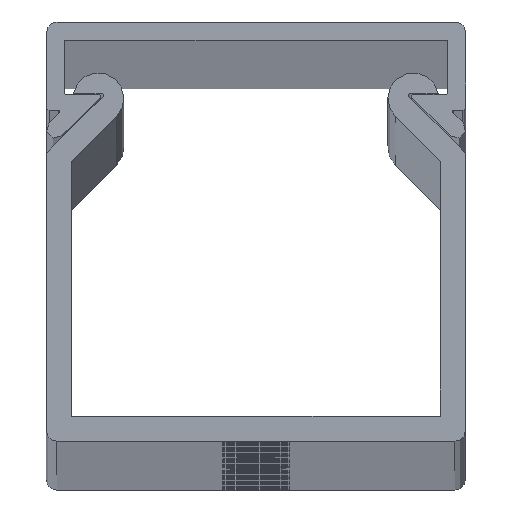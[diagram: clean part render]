
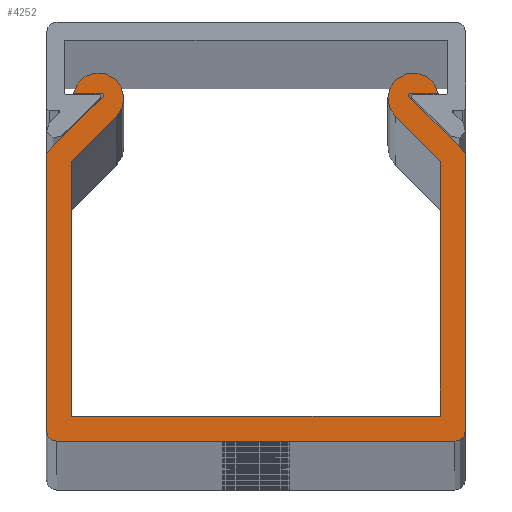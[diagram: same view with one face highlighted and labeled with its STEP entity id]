
A CAD part, top view. The second image highlights one B-rep face of the part: STEP entity #4252.
In plain terms, the highlighted planar face has unit normal (0, 0, 1).
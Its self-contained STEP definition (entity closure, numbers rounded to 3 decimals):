
#258=CIRCLE('',#4607,1.822);
#260=CIRCLE('',#4615,1.822);
#262=CIRCLE('',#4619,0.1);
#267=CIRCLE('',#4626,0.75);
#268=CIRCLE('',#4630,0.1);
#269=CIRCLE('',#4633,0.75);
#570=FACE_OUTER_BOUND('',#818,.T.);
#818=EDGE_LOOP('',(#3626,#3627,#3628,#3629,#3630,#3631,#3632,#3633,#3634,
#3635,#3636,#3637,#3638,#3639,#3640,#3641,#3642,#3643));
#1209=LINE('',#6881,#1625);
#1214=LINE('',#6895,#1630);
#1217=LINE('',#6901,#1633);
#1221=LINE('',#6908,#1637);
#1223=LINE('',#6913,#1639);
#1226=LINE('',#6919,#1642);
#1230=LINE('',#6931,#1646);
#1241=LINE('',#6964,#1657);
#1242=LINE('',#6966,#1658);
#1244=LINE('',#6973,#1660);
#1248=LINE('',#6982,#1664);
#1249=LINE('',#6984,#1665);
#1625=VECTOR('',#5654,10.);
#1630=VECTOR('',#5667,10.);
#1633=VECTOR('',#5672,10.);
#1637=VECTOR('',#5678,10.);
#1639=VECTOR('',#5682,10.);
#1642=VECTOR('',#5687,10.);
#1646=VECTOR('',#5699,10.);
#1657=VECTOR('',#5730,10.);
#1658=VECTOR('',#5733,10.);
#1660=VECTOR('',#5741,10.);
#1664=VECTOR('',#5751,10.);
#1665=VECTOR('',#5754,10.);
#2041=VERTEX_POINT('',#6878);
#2042=VERTEX_POINT('',#6880);
#2045=VERTEX_POINT('',#6887);
#2047=VERTEX_POINT('',#6893);
#2049=VERTEX_POINT('',#6899);
#2051=VERTEX_POINT('',#6906);
#2053=VERTEX_POINT('',#6911);
#2055=VERTEX_POINT('',#6917);
#2057=VERTEX_POINT('',#6923);
#2059=VERTEX_POINT('',#6929);
#2061=VERTEX_POINT('',#6935);
#2069=VERTEX_POINT('',#6956);
#2070=VERTEX_POINT('',#6958);
#2071=VERTEX_POINT('',#6962);
#2072=VERTEX_POINT('',#6968);
#2073=VERTEX_POINT('',#6972);
#2074=VERTEX_POINT('',#6976);
#2075=VERTEX_POINT('',#6978);
#2609=EDGE_CURVE('',#2042,#2041,#1209,.T.);
#2613=EDGE_CURVE('',#2041,#2045,#258,.T.);
#2616=EDGE_CURVE('',#2047,#2045,#1214,.T.);
#2619=EDGE_CURVE('',#2049,#2047,#1217,.T.);
#2623=EDGE_CURVE('',#2051,#2049,#1221,.T.);
#2625=EDGE_CURVE('',#2051,#2053,#1223,.T.);
#2628=EDGE_CURVE('',#2053,#2055,#1226,.T.);
#2631=EDGE_CURVE('',#2055,#2057,#260,.T.);
#2634=EDGE_CURVE('',#2059,#2057,#1230,.T.);
#2637=EDGE_CURVE('',#2061,#2059,#262,.T.);
#2648=EDGE_CURVE('',#2070,#2069,#267,.T.);
#2651=EDGE_CURVE('',#2071,#2061,#1241,.T.);
#2652=EDGE_CURVE('',#2070,#2071,#1242,.T.);
#2653=EDGE_CURVE('',#2042,#2072,#268,.T.);
#2655=EDGE_CURVE('',#2073,#2072,#1244,.T.);
#2658=EDGE_CURVE('',#2075,#2074,#269,.T.);
#2660=EDGE_CURVE('',#2074,#2073,#1248,.T.);
#2661=EDGE_CURVE('',#2069,#2075,#1249,.T.);
#3626=ORIENTED_EDGE('',*,*,#2661,.T.);
#3627=ORIENTED_EDGE('',*,*,#2658,.T.);
#3628=ORIENTED_EDGE('',*,*,#2660,.T.);
#3629=ORIENTED_EDGE('',*,*,#2655,.T.);
#3630=ORIENTED_EDGE('',*,*,#2653,.F.);
#3631=ORIENTED_EDGE('',*,*,#2609,.T.);
#3632=ORIENTED_EDGE('',*,*,#2613,.T.);
#3633=ORIENTED_EDGE('',*,*,#2616,.F.);
#3634=ORIENTED_EDGE('',*,*,#2619,.F.);
#3635=ORIENTED_EDGE('',*,*,#2623,.F.);
#3636=ORIENTED_EDGE('',*,*,#2625,.T.);
#3637=ORIENTED_EDGE('',*,*,#2628,.T.);
#3638=ORIENTED_EDGE('',*,*,#2631,.T.);
#3639=ORIENTED_EDGE('',*,*,#2634,.F.);
#3640=ORIENTED_EDGE('',*,*,#2637,.F.);
#3641=ORIENTED_EDGE('',*,*,#2651,.F.);
#3642=ORIENTED_EDGE('',*,*,#2652,.F.);
#3643=ORIENTED_EDGE('',*,*,#2648,.T.);
#4056=PLANE('',#4635);
#4252=ADVANCED_FACE('',(#570),#4056,.T.);
#4607=AXIS2_PLACEMENT_3D('',#6889,#5660,#5661);
#4615=AXIS2_PLACEMENT_3D('',#6925,#5692,#5693);
#4619=AXIS2_PLACEMENT_3D('',#6937,#5704,#5705);
#4626=AXIS2_PLACEMENT_3D('',#6959,#5724,#5725);
#4630=AXIS2_PLACEMENT_3D('',#6969,#5736,#5737);
#4633=AXIS2_PLACEMENT_3D('',#6979,#5746,#5747);
#4635=AXIS2_PLACEMENT_3D('',#6983,#5752,#5753);
#5654=DIRECTION('',(1.,0.001,0.));
#5660=DIRECTION('center_axis',(0.,0.,1.));
#5661=DIRECTION('ref_axis',(0.983,0.182,0.));
#5667=DIRECTION('',(-0.707,0.707,0.));
#5672=DIRECTION('',(0.,1.,0.));
#5678=DIRECTION('',(1.,0.,0.));
#5682=DIRECTION('',(0.,1.,0.));
#5687=DIRECTION('',(0.707,0.707,0.));
#5692=DIRECTION('center_axis',(0.,0.,1.));
#5693=DIRECTION('ref_axis',(0.707,-0.707,0.));
#5699=DIRECTION('',(-1.,0.001,0.));
#5704=DIRECTION('center_axis',(0.,0.,1.));
#5705=DIRECTION('ref_axis',(0.707,-0.707,0.));
#5724=DIRECTION('center_axis',(0.,0.,1.));
#5725=DIRECTION('ref_axis',(-1.,0.,0.));
#5730=DIRECTION('',(0.707,0.707,0.));
#5733=DIRECTION('',(0.,1.,0.));
#5736=DIRECTION('center_axis',(0.,0.,1.));
#5737=DIRECTION('ref_axis',(-0.001,1.,0.));
#5741=DIRECTION('',(-0.707,0.707,0.));
#5746=DIRECTION('center_axis',(0.,0.,1.));
#5747=DIRECTION('ref_axis',(0.,-1.,0.));
#5751=DIRECTION('',(0.,1.,0.));
#5752=DIRECTION('center_axis',(0.,0.,1.));
#5753=DIRECTION('ref_axis',(1.,0.,0.));
#5754=DIRECTION('',(1.,0.,0.));
#6878=CARTESIAN_POINT('',(13.057,24.865,2000.));
#6880=CARTESIAN_POINT('',(10.998,24.863,2000.));
#6881=CARTESIAN_POINT('',(10.998,24.863,2000.));
#6887=CARTESIAN_POINT('',(9.978,23.246,2000.));
#6889=CARTESIAN_POINT('Origin',(11.266,24.534,2000.));
#6893=CARTESIAN_POINT('',(13.2,20.024,2000.));
#6895=CARTESIAN_POINT('',(13.2,20.024,2000.));
#6899=CARTESIAN_POINT('',(13.2,1.8,2000.));
#6901=CARTESIAN_POINT('',(13.2,-8.08,2000.));
#6906=CARTESIAN_POINT('',(-13.2,1.8,2000.));
#6908=CARTESIAN_POINT('',(-23.08,1.8,2000.));
#6911=CARTESIAN_POINT('',(-13.2,20.024,2000.));
#6913=CARTESIAN_POINT('',(-13.2,-8.08,2000.));
#6917=CARTESIAN_POINT('',(-9.978,23.246,2000.));
#6919=CARTESIAN_POINT('',(-13.2,20.024,2000.));
#6923=CARTESIAN_POINT('',(-13.057,24.865,2000.));
#6925=CARTESIAN_POINT('Origin',(-11.266,24.534,2000.));
#6929=CARTESIAN_POINT('',(-10.998,24.863,2000.));
#6931=CARTESIAN_POINT('',(-10.998,24.863,2000.));
#6935=CARTESIAN_POINT('',(-10.928,24.692,2000.));
#6937=CARTESIAN_POINT('Origin',(-10.998,24.763,2000.));
#6956=CARTESIAN_POINT('',(-14.25,0.,2000.));
#6958=CARTESIAN_POINT('',(-15.,0.75,2000.));
#6959=CARTESIAN_POINT('Origin',(-14.25,0.75,2000.));
#6962=CARTESIAN_POINT('',(-15.,20.62,2000.));
#6964=CARTESIAN_POINT('',(-15.,20.62,2000.));
#6966=CARTESIAN_POINT('',(-15.,-9.13,2000.));
#6968=CARTESIAN_POINT('',(10.928,24.692,2000.));
#6969=CARTESIAN_POINT('Origin',(10.998,24.763,2000.));
#6972=CARTESIAN_POINT('',(15.,20.62,2000.));
#6973=CARTESIAN_POINT('',(15.,20.62,2000.));
#6976=CARTESIAN_POINT('',(15.,0.75,2000.));
#6978=CARTESIAN_POINT('',(14.25,0.,2000.));
#6979=CARTESIAN_POINT('Origin',(14.25,0.75,2000.));
#6982=CARTESIAN_POINT('',(15.,-9.13,2000.));
#6983=CARTESIAN_POINT('Origin',(-4.94,18.118,2000.));
#6984=CARTESIAN_POINT('',(-24.13,0.,2000.));
